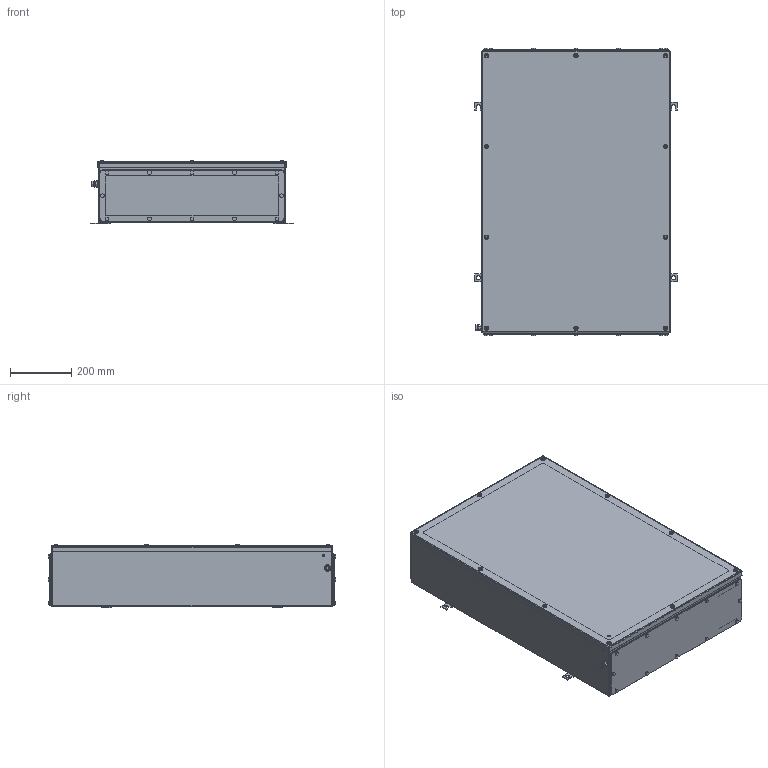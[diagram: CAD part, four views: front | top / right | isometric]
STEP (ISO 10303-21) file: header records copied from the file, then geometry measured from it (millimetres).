
FILE_DESCRIPTION(('CATIA V5 STEP Exchange','CAx-IF Rec.Pracs.--- Model Styling and Organization---1.4--- 2014-01-23'),'2;1');
FILE_NAME ('008706-4_2_1196670000_1196670000.stp','2019-09-25T11:50:39+00:00',('none'),('Weidmueller'),'CATIA Version 5-6 Release 2016 SP3 HF44','CATIA V5 STEP AP214','none');
FILE_SCHEMA(('AUTOMOTIVE_DESIGN { 1 0 10303 214 1 1 1 1 }'));
Products named in the file (1): Product6_AllCATPart
Bounding box: 661 x 936 x 208.5 mm (x, y, z)
Volume: 3585772 mm3; surface area: 4161020.8 mm2
Topology: 117 solids, 117 shells, 2503 faces, 5722 edges, 3541 vertices
Faces by surface type: cylinder 1072, plane 833, cone 518, torus 64, sphere 16
Entity records: 66757 total; most frequent: CARTESIAN_POINT 14407, ORIENTED_EDGE 11240, DIRECTION 8675, EDGE_CURVE 5620, AXIS2_PLACEMENT_3D 4198, VERTEX_POINT 3541, EDGE_LOOP 2945, VECTOR 2718
